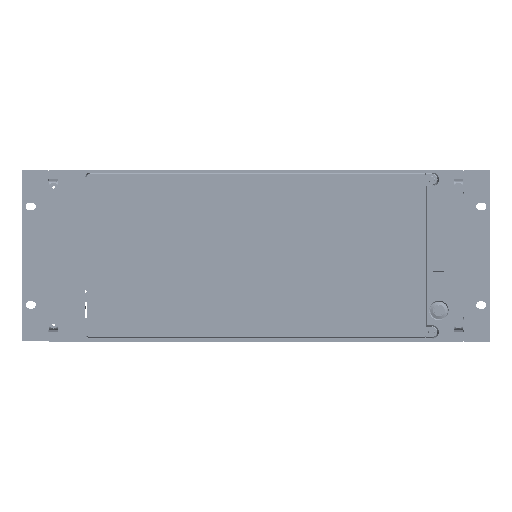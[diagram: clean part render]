
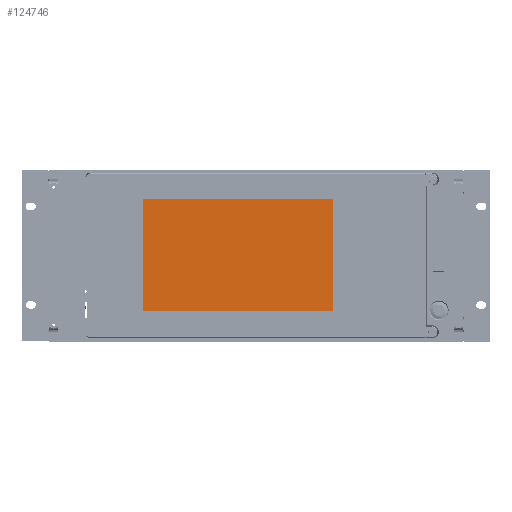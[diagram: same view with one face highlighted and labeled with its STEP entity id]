
A CAD part, top view. The second image highlights one B-rep face of the part: STEP entity #124746.
In plain terms, the highlighted planar face has unit normal (0, 0, 1).
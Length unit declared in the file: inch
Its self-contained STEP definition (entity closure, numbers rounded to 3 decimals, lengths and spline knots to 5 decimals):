
#13029 = EDGE_LOOP ( 'NONE', ( #128106, #128101, #128096, #128009 ) ) ;
#76749 = FACE_OUTER_BOUND ( 'NONE', #13029, .T. ) ;
#77075 = AXIS2_PLACEMENT_3D ( 'NONE', #82198, #82199, #82200 ) ;
#82189 = PLANE ( 'NONE',  #77075 ) ;
#82198 = CARTESIAN_POINT ( 'NONE',  ( 22.44314, -1.18816, -0.00103 ) ) ;
#82199 = DIRECTION ( 'NONE',  ( 0., 0., -1. ) ) ;
#82200 = DIRECTION ( 'NONE',  ( -1., 0., 0. ) ) ;
#124746 = ADVANCED_FACE ( 'NONE', ( #76749 ), #82189, .F. ) ;
#128009 = ORIENTED_EDGE ( 'NONE', *, *, #160547, .F. ) ;
#128096 = ORIENTED_EDGE ( 'NONE', *, *, #160545, .F. ) ;
#128101 = ORIENTED_EDGE ( 'NONE', *, *, #160538, .F. ) ;
#128106 = ORIENTED_EDGE ( 'NONE', *, *, #160543, .F. ) ;
#160538 = EDGE_CURVE ( 'NONE', #196212, #196226, #175065, .T. ) ;
#160543 = EDGE_CURVE ( 'NONE', #196226, #196215, #175078, .T. ) ;
#160545 = EDGE_CURVE ( 'NONE', #196230, #196212, #175074, .T. ) ;
#160547 = EDGE_CURVE ( 'NONE', #196215, #196230, #175084, .T. ) ;
#175065 = LINE ( 'NONE', #182088, #175077 ) ;
#175074 = LINE ( 'NONE', #182116, #175086 ) ;
#175077 = VECTOR ( 'NONE', #182136, 39.37008 ) ;
#175078 = LINE ( 'NONE', #182144, #175082 ) ;
#175082 = VECTOR ( 'NONE', #182149, 39.37008 ) ;
#175084 = LINE ( 'NONE', #182154, #175090 ) ;
#175086 = VECTOR ( 'NONE', #182151, 39.37008 ) ;
#175090 = VECTOR ( 'NONE', #182157, 39.37008 ) ;
#182088 = CARTESIAN_POINT ( 'NONE',  ( 22.44314, -5.72084, -0.00103 ) ) ;
#182116 = CARTESIAN_POINT ( 'NONE',  ( 30.18842, -5.72084, -0.00103 ) ) ;
#182136 = DIRECTION ( 'NONE',  ( -1., 0., 0. ) ) ;
#182144 = CARTESIAN_POINT ( 'NONE',  ( 22.44314, -5.72084, -0.00103 ) ) ;
#182149 = DIRECTION ( 'NONE',  ( 0., 1., 0. ) ) ;
#182151 = DIRECTION ( 'NONE',  ( 0., -1., 0. ) ) ;
#182154 = CARTESIAN_POINT ( 'NONE',  ( 22.44314, -1.18816, -0.00103 ) ) ;
#182157 = DIRECTION ( 'NONE',  ( 1., 0., 0. ) ) ;
#196212 = VERTEX_POINT ( 'NONE', #197754 ) ;
#196215 = VERTEX_POINT ( 'NONE', #197758 ) ;
#196226 = VERTEX_POINT ( 'NONE', #197774 ) ;
#196230 = VERTEX_POINT ( 'NONE', #197777 ) ;
#197754 = CARTESIAN_POINT ( 'NONE',  ( 30.18842, -5.72084, -0.00103 ) ) ;
#197758 = CARTESIAN_POINT ( 'NONE',  ( 22.44314, -1.18816, -0.00103 ) ) ;
#197774 = CARTESIAN_POINT ( 'NONE',  ( 22.44314, -5.72084, -0.00103 ) ) ;
#197777 = CARTESIAN_POINT ( 'NONE',  ( 30.18842, -1.18816, -0.00103 ) ) ;
